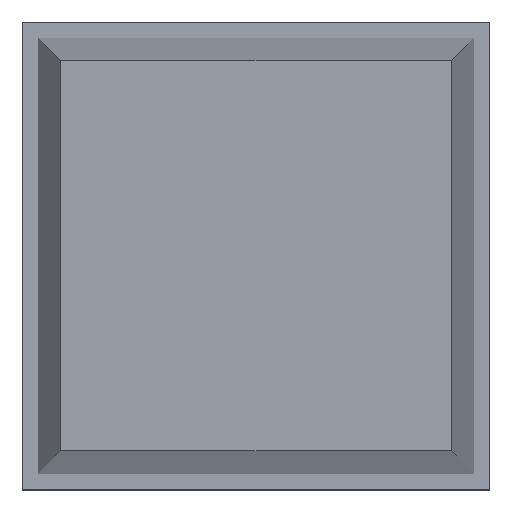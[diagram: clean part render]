
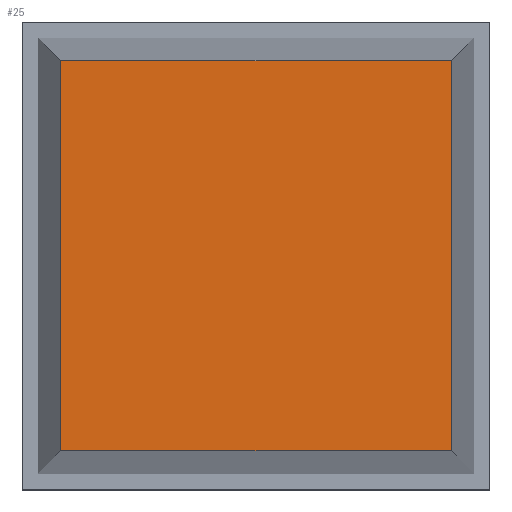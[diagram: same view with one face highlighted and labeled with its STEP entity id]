
A CAD part, top view. The second image highlights one B-rep face of the part: STEP entity #25.
In plain terms, the highlighted planar face has unit normal (0, 0, 1).
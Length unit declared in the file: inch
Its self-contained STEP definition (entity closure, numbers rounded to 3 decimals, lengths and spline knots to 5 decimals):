
#6 = PLANE ( 'NONE',  #89 ) ;
#25 = ADVANCED_FACE ( 'NONE', ( #261 ), #6, .T. ) ;
#56 = EDGE_CURVE ( 'NONE', #182, #539, #358, .T. ) ;
#70 = DIRECTION ( 'NONE',  ( 1., 0., 0. ) ) ;
#71 = CARTESIAN_POINT ( 'NONE',  ( -0.23275, -0.20844, 0.232 ) ) ;
#80 = VERTEX_POINT ( 'NONE', #406 ) ;
#89 = AXIS2_PLACEMENT_3D ( 'NONE', #445, #448, #437 ) ;
#103 = EDGE_CURVE ( 'NONE', #539, #127, #375, .T. ) ;
#108 = ORIENTED_EDGE ( 'NONE', *, *, #422, .T. ) ;
#109 = EDGE_LOOP ( 'NONE', ( #505, #112, #110, #108 ) ) ;
#110 = ORIENTED_EDGE ( 'NONE', *, *, #125, .T. ) ;
#112 = ORIENTED_EDGE ( 'NONE', *, *, #103, .T. ) ;
#118 = DIRECTION ( 'NONE',  ( 0., 1., 0. ) ) ;
#125 = EDGE_CURVE ( 'NONE', #127, #80, #380, .T. ) ;
#127 = VERTEX_POINT ( 'NONE', #275 ) ;
#155 = DIRECTION ( 'NONE',  ( 0., -1., 0. ) ) ;
#157 = CARTESIAN_POINT ( 'NONE',  ( -0.20844, 0.23275, 0.232 ) ) ;
#182 = VERTEX_POINT ( 'NONE', #264 ) ;
#204 = CARTESIAN_POINT ( 'NONE',  ( -0.20844, -0.20844, 0.232 ) ) ;
#261 = FACE_OUTER_BOUND ( 'NONE', #109, .T. ) ;
#264 = CARTESIAN_POINT ( 'NONE',  ( -0.20844, 0.20844, 0.232 ) ) ;
#275 = CARTESIAN_POINT ( 'NONE',  ( 0.20844, -0.20844, 0.232 ) ) ;
#303 = DIRECTION ( 'NONE',  ( -1., 0., 0. ) ) ;
#314 = CARTESIAN_POINT ( 'NONE',  ( -0.23275, 0.20844, 0.232 ) ) ;
#337 = LINE ( 'NONE', #314, #501 ) ;
#343 = CARTESIAN_POINT ( 'NONE',  ( 0.20844, 0.23275, 0.232 ) ) ;
#353 = VECTOR ( 'NONE', #70, 39.37008 ) ;
#358 = LINE ( 'NONE', #157, #366 ) ;
#366 = VECTOR ( 'NONE', #155, 39.37008 ) ;
#375 = LINE ( 'NONE', #71, #353 ) ;
#380 = LINE ( 'NONE', #343, #487 ) ;
#406 = CARTESIAN_POINT ( 'NONE',  ( 0.20844, 0.20844, 0.232 ) ) ;
#422 = EDGE_CURVE ( 'NONE', #80, #182, #337, .T. ) ;
#437 = DIRECTION ( 'NONE',  ( 1., 0., 0. ) ) ;
#445 = CARTESIAN_POINT ( 'NONE',  ( -0.23275, -0.23275, 0.232 ) ) ;
#448 = DIRECTION ( 'NONE',  ( 0., 0., 1. ) ) ;
#487 = VECTOR ( 'NONE', #118, 39.37008 ) ;
#501 = VECTOR ( 'NONE', #303, 39.37008 ) ;
#505 = ORIENTED_EDGE ( 'NONE', *, *, #56, .T. ) ;
#539 = VERTEX_POINT ( 'NONE', #204 ) ;
